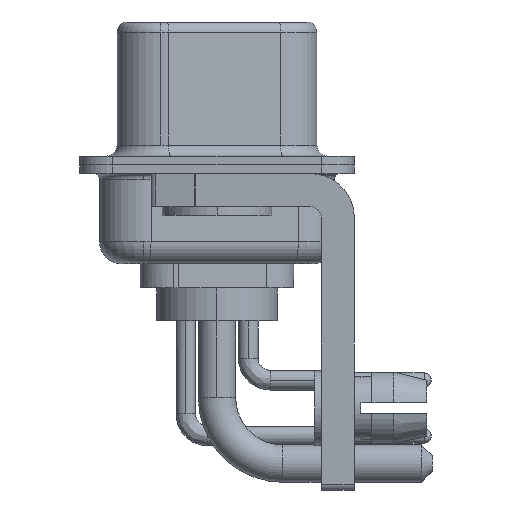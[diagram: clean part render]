
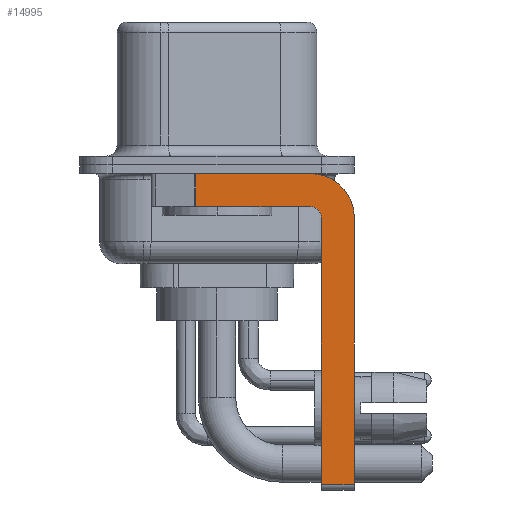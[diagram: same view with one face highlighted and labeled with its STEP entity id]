
A CAD part, left-side view. The second image highlights one B-rep face of the part: STEP entity #14995.
In plain terms, the highlighted planar face has unit normal (-1, 0, 0).
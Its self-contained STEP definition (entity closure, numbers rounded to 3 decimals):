
#846 = LINE ( 'NONE', #23330, #2702 ) ;
#1488 = CARTESIAN_POINT ( 'NONE',  ( -2.9, -4.25, -1.9 ) ) ;
#2521 = VECTOR ( 'NONE', #4880, 1000. ) ;
#2702 = VECTOR ( 'NONE', #4851, 1000. ) ;
#2845 = VERTEX_POINT ( 'NONE', #1488 ) ;
#3029 = EDGE_LOOP ( 'NONE', ( #19990, #23755, #12197, #13768, #20838, #25360, #11111, #6294 ) ) ;
#3169 = VECTOR ( 'NONE', #22859, 1000. ) ;
#3385 = VERTEX_POINT ( 'NONE', #26836 ) ;
#4299 = LINE ( 'NONE', #4985, #16586 ) ;
#4851 = DIRECTION ( 'NONE',  ( 0., 0., -1. ) ) ;
#4880 = DIRECTION ( 'NONE',  ( 0., -1., 0. ) ) ;
#4954 = EDGE_CURVE ( 'NONE', #22999, #25311, #13217, .T. ) ;
#4985 = CARTESIAN_POINT ( 'NONE',  ( -2.9, -4.75, -14.8 ) ) ;
#5529 = FACE_OUTER_BOUND ( 'NONE', #3029, .T. ) ;
#5769 = VECTOR ( 'NONE', #21197, 1000. ) ;
#5924 = DIRECTION ( 'NONE',  ( 0., 0., -1. ) ) ;
#6035 = CARTESIAN_POINT ( 'NONE',  ( -2.9, 0.978, -1.9 ) ) ;
#6294 = ORIENTED_EDGE ( 'NONE', *, *, #6592, .F. ) ;
#6512 = AXIS2_PLACEMENT_3D ( 'NONE', #24165, #16225, #24432 ) ;
#6592 = EDGE_CURVE ( 'NONE', #18036, #3385, #21502, .T. ) ;
#6765 = DIRECTION ( 'NONE',  ( 0., 0., 1. ) ) ;
#7176 = VERTEX_POINT ( 'NONE', #6035 ) ;
#7572 = CARTESIAN_POINT ( 'NONE',  ( -2.9, -4.75, -14.55 ) ) ;
#8966 = CARTESIAN_POINT ( 'NONE',  ( -2.9, -4.25, -14.55 ) ) ;
#11111 = ORIENTED_EDGE ( 'NONE', *, *, #19820, .F. ) ;
#11463 = CARTESIAN_POINT ( 'NONE',  ( -2.9, -4.25, -0.4 ) ) ;
#11612 = EDGE_CURVE ( 'NONE', #21398, #2845, #18239, .T. ) ;
#11709 = PLANE ( 'NONE',  #6512 ) ;
#11957 = EDGE_CURVE ( 'NONE', #19325, #7176, #25323, .T. ) ;
#12197 = ORIENTED_EDGE ( 'NONE', *, *, #19278, .F. ) ;
#13217 = LINE ( 'NONE', #8966, #26415 ) ;
#13370 = LINE ( 'NONE', #26120, #2521 ) ;
#13768 = ORIENTED_EDGE ( 'NONE', *, *, #11612, .F. ) ;
#14109 = CARTESIAN_POINT ( 'NONE',  ( -2.9, -4.25, -1.9 ) ) ;
#14431 = EDGE_CURVE ( 'NONE', #19325, #18036, #13370, .T. ) ;
#14835 = EDGE_CURVE ( 'NONE', #22999, #21398, #4299, .T. ) ;
#14912 = CARTESIAN_POINT ( 'NONE',  ( -2.9, 0.978, -1.9 ) ) ;
#14995 = ADVANCED_FACE ( 'NONE', ( #5529 ), #11709, .F. ) ;
#15455 = DIRECTION ( 'NONE',  ( -1., 0., 0. ) ) ;
#16225 = DIRECTION ( 'NONE',  ( 1., 0., 0. ) ) ;
#16586 = VECTOR ( 'NONE', #6765, 1000. ) ;
#16683 = AXIS2_PLACEMENT_3D ( 'NONE', #22501, #24565, #5924 ) ;
#17906 = CARTESIAN_POINT ( 'NONE',  ( -2.9, -4.75, -2.4 ) ) ;
#18036 = VERTEX_POINT ( 'NONE', #11463 ) ;
#18239 = CIRCLE ( 'NONE', #26555, 0.5 ) ;
#19265 = DIRECTION ( 'NONE',  ( 0., -1., 0. ) ) ;
#19278 = EDGE_CURVE ( 'NONE', #2845, #7176, #24788, .T. ) ;
#19325 = VERTEX_POINT ( 'NONE', #26124 ) ;
#19820 = EDGE_CURVE ( 'NONE', #3385, #25311, #846, .T. ) ;
#19990 = ORIENTED_EDGE ( 'NONE', *, *, #14431, .F. ) ;
#20838 = ORIENTED_EDGE ( 'NONE', *, *, #14835, .F. ) ;
#21197 = DIRECTION ( 'NONE',  ( 0., 1., 0. ) ) ;
#21398 = VERTEX_POINT ( 'NONE', #17906 ) ;
#21502 = CIRCLE ( 'NONE', #16683, 2. ) ;
#22501 = CARTESIAN_POINT ( 'NONE',  ( -2.9, -4.25, -2.4 ) ) ;
#22859 = DIRECTION ( 'NONE',  ( 0., 0., -1. ) ) ;
#22999 = VERTEX_POINT ( 'NONE', #7572 ) ;
#23330 = CARTESIAN_POINT ( 'NONE',  ( -2.9, -6.25, -2.4 ) ) ;
#23755 = ORIENTED_EDGE ( 'NONE', *, *, #11957, .T. ) ;
#23794 = DIRECTION ( 'NONE',  ( 0., 0., 1. ) ) ;
#24165 = CARTESIAN_POINT ( 'NONE',  ( -2.9, -4.25, -2.4 ) ) ;
#24418 = CARTESIAN_POINT ( 'NONE',  ( -2.9, -6.25, -14.55 ) ) ;
#24432 = DIRECTION ( 'NONE',  ( 0., 0., -1. ) ) ;
#24565 = DIRECTION ( 'NONE',  ( 1., 0., 0. ) ) ;
#24788 = LINE ( 'NONE', #14109, #5769 ) ;
#25311 = VERTEX_POINT ( 'NONE', #24418 ) ;
#25323 = LINE ( 'NONE', #14912, #3169 ) ;
#25360 = ORIENTED_EDGE ( 'NONE', *, *, #4954, .T. ) ;
#25994 = CARTESIAN_POINT ( 'NONE',  ( -2.9, -4.25, -2.4 ) ) ;
#26120 = CARTESIAN_POINT ( 'NONE',  ( -2.9, 3., -0.4 ) ) ;
#26124 = CARTESIAN_POINT ( 'NONE',  ( -2.9, 0.978, -0.4 ) ) ;
#26415 = VECTOR ( 'NONE', #19265, 1000. ) ;
#26555 = AXIS2_PLACEMENT_3D ( 'NONE', #25994, #15455, #23794 ) ;
#26836 = CARTESIAN_POINT ( 'NONE',  ( -2.9, -6.25, -2.4 ) ) ;
